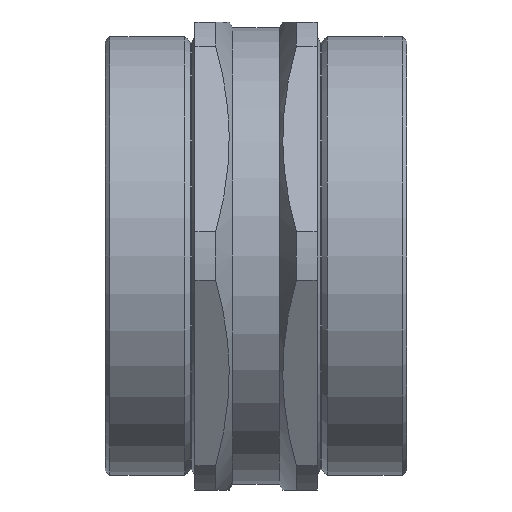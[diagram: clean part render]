
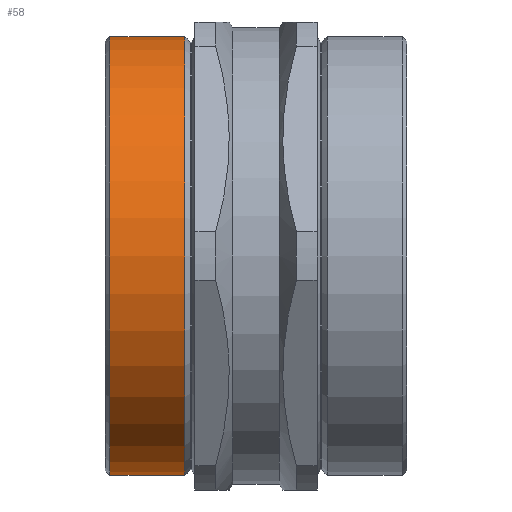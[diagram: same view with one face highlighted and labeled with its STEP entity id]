
A CAD part, front view. The second image highlights one B-rep face of the part: STEP entity #58.
In plain terms, the highlighted cylindrical face has radius 37.5 mm (diameter 75 mm), a partial arc.
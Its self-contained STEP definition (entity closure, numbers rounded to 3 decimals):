
#41 = CARTESIAN_POINT ( 'NONE',  ( 13.57, 0., -37.5 ) ) ;
#58 = ADVANCED_FACE ( 'NONE', ( #1100 ), #1301, .T. ) ;
#65 = AXIS2_PLACEMENT_3D ( 'NONE', #1861, #204, #2017 ) ;
#100 = CIRCLE ( 'NONE', #1670, 37.5 ) ;
#185 = EDGE_CURVE ( 'NONE', #1065, #189, #1803, .T. ) ;
#189 = VERTEX_POINT ( 'NONE', #41 ) ;
#204 = DIRECTION ( 'NONE',  ( 1., 0., 0. ) ) ;
#268 = CARTESIAN_POINT ( 'NONE',  ( 13.57, 0., 37.5 ) ) ;
#271 = DIRECTION ( 'NONE',  ( 0., 0., -1. ) ) ;
#284 = DIRECTION ( 'NONE',  ( 0., 0., 1. ) ) ;
#345 = LINE ( 'NONE', #1599, #2044 ) ;
#743 = CARTESIAN_POINT ( 'NONE',  ( 0.75, 0., 0. ) ) ;
#753 = DIRECTION ( 'NONE',  ( -1., 0., 0. ) ) ;
#836 = AXIS2_PLACEMENT_3D ( 'NONE', #1118, #1267, #284 ) ;
#875 = EDGE_CURVE ( 'NONE', #1065, #1638, #345, .T. ) ;
#950 = CARTESIAN_POINT ( 'NONE',  ( -3.976, 0., -37.5 ) ) ;
#980 = ORIENTED_EDGE ( 'NONE', *, *, #875, .T. ) ;
#1049 = EDGE_CURVE ( 'NONE', #189, #1746, #1296, .T. ) ;
#1065 = VERTEX_POINT ( 'NONE', #268 ) ;
#1100 = FACE_OUTER_BOUND ( 'NONE', #1297, .T. ) ;
#1118 = CARTESIAN_POINT ( 'NONE',  ( -3.976, 0., 0. ) ) ;
#1267 = DIRECTION ( 'NONE',  ( -1., 0., 0. ) ) ;
#1296 = LINE ( 'NONE', #950, #2119 ) ;
#1297 = EDGE_LOOP ( 'NONE', ( #1416, #1990, #980, #1341 ) ) ;
#1301 = CYLINDRICAL_SURFACE ( 'NONE', #836, 37.5 ) ;
#1341 = ORIENTED_EDGE ( 'NONE', *, *, #2102, .T. ) ;
#1416 = ORIENTED_EDGE ( 'NONE', *, *, #1049, .F. ) ;
#1599 = CARTESIAN_POINT ( 'NONE',  ( -3.976, 0., 37.5 ) ) ;
#1638 = VERTEX_POINT ( 'NONE', #1890 ) ;
#1670 = AXIS2_PLACEMENT_3D ( 'NONE', #743, #2080, #271 ) ;
#1746 = VERTEX_POINT ( 'NONE', #1999 ) ;
#1803 = CIRCLE ( 'NONE', #65, 37.5 ) ;
#1861 = CARTESIAN_POINT ( 'NONE',  ( 13.57, 0., 0. ) ) ;
#1890 = CARTESIAN_POINT ( 'NONE',  ( 0.75, 0., 37.5 ) ) ;
#1990 = ORIENTED_EDGE ( 'NONE', *, *, #185, .F. ) ;
#1999 = CARTESIAN_POINT ( 'NONE',  ( 0.75, 0., -37.5 ) ) ;
#2017 = DIRECTION ( 'NONE',  ( 0., 0., -1. ) ) ;
#2044 = VECTOR ( 'NONE', #753, 1000. ) ;
#2080 = DIRECTION ( 'NONE',  ( 1., 0., 0. ) ) ;
#2102 = EDGE_CURVE ( 'NONE', #1638, #1746, #100, .T. ) ;
#2109 = DIRECTION ( 'NONE',  ( -1., 0., 0. ) ) ;
#2119 = VECTOR ( 'NONE', #2109, 1000. ) ;
